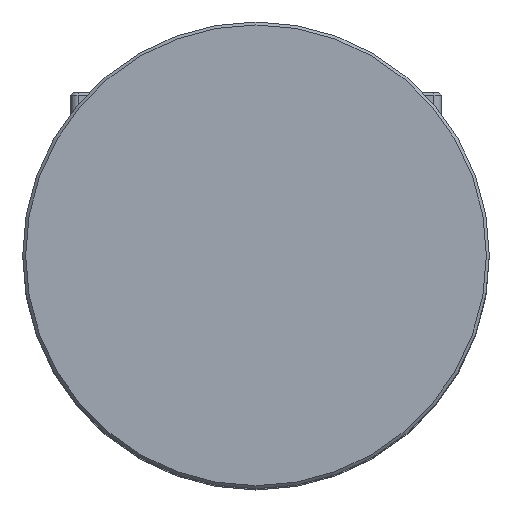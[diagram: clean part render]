
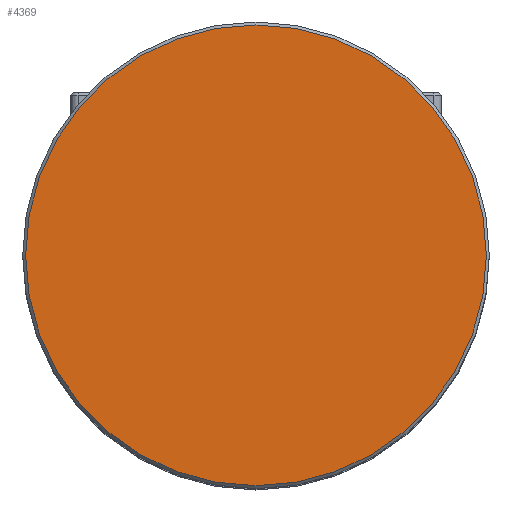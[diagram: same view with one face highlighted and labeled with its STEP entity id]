
A CAD part, top view. The second image highlights one B-rep face of the part: STEP entity #4369.
In plain terms, the highlighted planar face has unit normal (0, 0, 1).
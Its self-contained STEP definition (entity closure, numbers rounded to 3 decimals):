
#376=PLANE('',#4717);
#490=FACE_OUTER_BOUND('',#771,.T.);
#771=EDGE_LOOP('',(#3022));
#1747=CIRCLE('',#4716,31.1);
#1902=VERTEX_POINT('',#6187);
#2331=EDGE_CURVE('',#1902,#1902,#1747,.T.);
#3022=ORIENTED_EDGE('',*,*,#2331,.F.);
#4369=ADVANCED_FACE('',(#490),#376,.T.);
#4716=AXIS2_PLACEMENT_3D('',#6188,#5130,#5131);
#4717=AXIS2_PLACEMENT_3D('',#6190,#5133,#5134);
#5130=DIRECTION('center_axis',(0.,0.,-1.));
#5131=DIRECTION('ref_axis',(-1.,0.,0.));
#5133=DIRECTION('center_axis',(0.,0.,1.));
#5134=DIRECTION('ref_axis',(-1.,0.,0.));
#6187=CARTESIAN_POINT('',(31.1,0.,102.));
#6188=CARTESIAN_POINT('Origin',(0.,0.,102.));
#6190=CARTESIAN_POINT('Origin',(0.,0.,102.));
